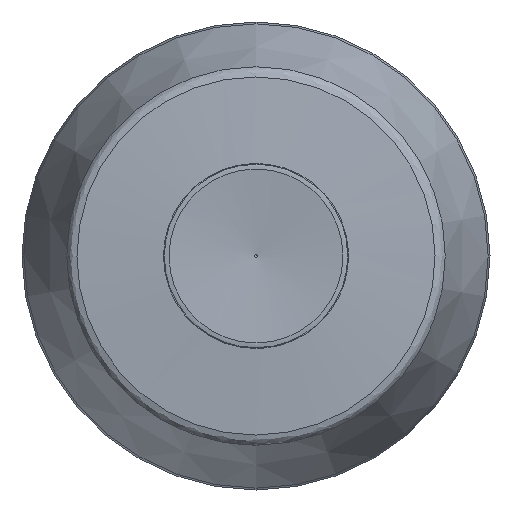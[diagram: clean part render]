
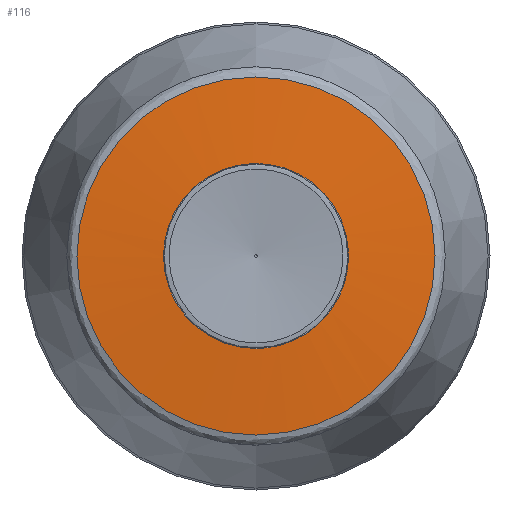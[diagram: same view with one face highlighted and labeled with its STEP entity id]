
A CAD part, left-side view. The second image highlights one B-rep face of the part: STEP entity #116.
In plain terms, the highlighted face is a revolution surface.
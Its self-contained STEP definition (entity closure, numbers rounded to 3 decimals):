
#26=SURFACE_OF_REVOLUTION('',#43,#35);
#35=AXIS1_PLACEMENT('',#672,#567);
#43=LINE('',#671,#48);
#48=VECTOR('',#566,6.34);
#116=ADVANCED_FACE('',(#173,#174),#26,.T.);
#173=FACE_BOUND('',#233,.T.);
#174=FACE_BOUND('',#234,.T.);
#233=EDGE_LOOP('',(#293));
#234=EDGE_LOOP('',(#294));
#293=ORIENTED_EDGE('',*,*,#363,.F.);
#294=ORIENTED_EDGE('',*,*,#361,.T.);
#331=VERTEX_POINT('',#664);
#333=VERTEX_POINT('',#670);
#361=EDGE_CURVE('',#331,#331,#391,.T.);
#363=EDGE_CURVE('',#333,#333,#394,.T.);
#391=CIRCLE('',#449,6.723);
#394=CIRCLE('',#452,13.01);
#449=AXIS2_PLACEMENT_3D('',#663,#557,#558);
#452=AXIS2_PLACEMENT_3D('',#669,#564,#565);
#557=DIRECTION('',(1.,0.,0.));
#558=DIRECTION('',(0.,0.,-1.));
#564=DIRECTION('',(1.,0.,0.));
#565=DIRECTION('',(0.,0.,-1.));
#566=DIRECTION('',(0.07,-0.992,0.104));
#567=DIRECTION('',(1.,0.,0.));
#663=CARTESIAN_POINT('',(0.052,0.,0.));
#664=CARTESIAN_POINT('',(0.052,0.,-6.723));
#669=CARTESIAN_POINT('',(0.494,0.,0.));
#670=CARTESIAN_POINT('',(0.494,0.,-13.01));
#671=CARTESIAN_POINT('',(0.052,-6.503,1.704));
#672=CARTESIAN_POINT('',(6.,0.,0.));
